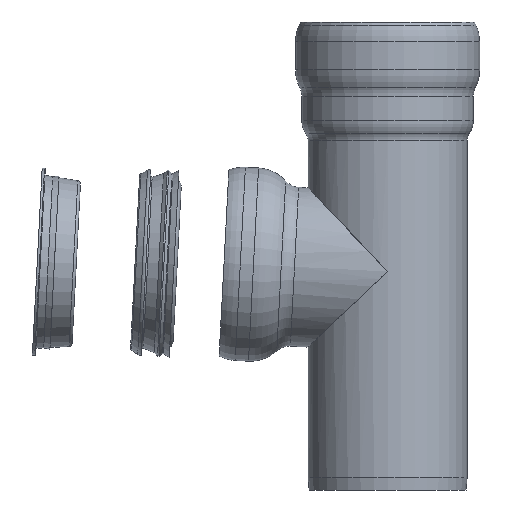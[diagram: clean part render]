
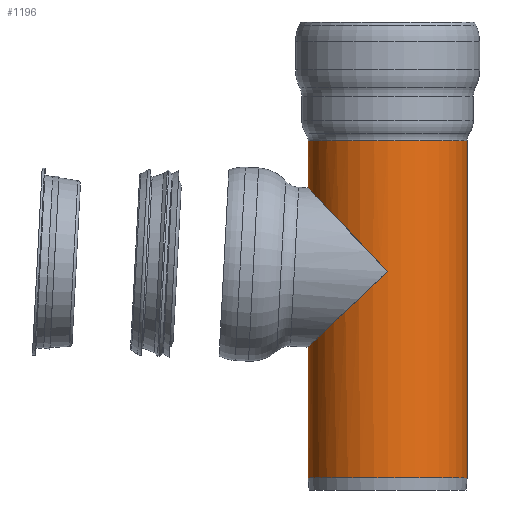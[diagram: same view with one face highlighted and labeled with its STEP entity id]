
A CAD part, front view. The second image highlights one B-rep face of the part: STEP entity #1196.
In plain terms, the highlighted cylindrical face has radius 510 mm (diameter 1020 mm), a full revolution.
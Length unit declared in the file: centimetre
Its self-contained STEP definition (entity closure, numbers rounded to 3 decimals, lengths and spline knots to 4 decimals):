
#37=CYLINDRICAL_SURFACE('',#1312,51.);
#95=CIRCLE('',#1310,51.);
#96=CIRCLE('',#1311,51.);
#97=CIRCLE('',#1313,51.);
#243=FACE_OUTER_BOUND('',#319,.T.);
#319=EDGE_LOOP('',(#864,#865,#866,#867,#868,#869,#870,#871,#872,#873,#874));
#396=LINE('',#2067,#438);
#397=LINE('',#2068,#439);
#438=VECTOR('',#1597,51.);
#439=VECTOR('',#1598,51.);
#473=ELLIPSE('',#1266,70.3085,51.);
#476=ELLIPSE('',#1269,70.3085,51.);
#477=ELLIPSE('',#1271,74.0897,51.);
#480=ELLIPSE('',#1274,74.0897,51.);
#487=VERTEX_POINT('',#1983);
#488=VERTEX_POINT('',#1984);
#492=VERTEX_POINT('',#1992);
#493=VERTEX_POINT('',#1996);
#513=VERTEX_POINT('',#2059);
#514=VERTEX_POINT('',#2061);
#515=VERTEX_POINT('',#2065);
#606=EDGE_CURVE('',#487,#488,#473,.T.);
#611=EDGE_CURVE('',#488,#492,#476,.T.);
#612=EDGE_CURVE('',#492,#493,#477,.T.);
#615=EDGE_CURVE('',#493,#487,#480,.T.);
#645=EDGE_CURVE('',#514,#513,#95,.T.);
#646=EDGE_CURVE('',#513,#514,#96,.T.);
#647=EDGE_CURVE('',#515,#515,#97,.T.);
#648=EDGE_CURVE('',#515,#488,#396,.T.);
#649=EDGE_CURVE('',#493,#514,#397,.T.);
#864=ORIENTED_EDGE('',*,*,#647,.F.);
#865=ORIENTED_EDGE('',*,*,#648,.T.);
#866=ORIENTED_EDGE('',*,*,#611,.T.);
#867=ORIENTED_EDGE('',*,*,#612,.T.);
#868=ORIENTED_EDGE('',*,*,#649,.T.);
#869=ORIENTED_EDGE('',*,*,#645,.T.);
#870=ORIENTED_EDGE('',*,*,#646,.T.);
#871=ORIENTED_EDGE('',*,*,#649,.F.);
#872=ORIENTED_EDGE('',*,*,#615,.T.);
#873=ORIENTED_EDGE('',*,*,#606,.T.);
#874=ORIENTED_EDGE('',*,*,#648,.F.);
#1196=ADVANCED_FACE('',(#243),#37,.T.);
#1266=AXIS2_PLACEMENT_3D('',#1985,#1494,#1495);
#1269=AXIS2_PLACEMENT_3D('',#1994,#1502,#1503);
#1271=AXIS2_PLACEMENT_3D('',#1997,#1506,#1507);
#1274=AXIS2_PLACEMENT_3D('',#2001,#1512,#1513);
#1310=AXIS2_PLACEMENT_3D('',#2062,#1589,#1590);
#1311=AXIS2_PLACEMENT_3D('',#2063,#1591,#1592);
#1312=AXIS2_PLACEMENT_3D('',#2064,#1593,#1594);
#1313=AXIS2_PLACEMENT_3D('',#2066,#1595,#1596);
#1494=DIRECTION('center_axis',(0.688,0.,
-0.725));
#1495=DIRECTION('ref_axis',(0.725,0.,0.688));
#1502=DIRECTION('center_axis',(0.688,0.,
-0.725));
#1503=DIRECTION('ref_axis',(0.725,0.,0.688));
#1506=DIRECTION('center_axis',(0.725,0.,
0.688));
#1507=DIRECTION('ref_axis',(0.688,0.,-0.725));
#1512=DIRECTION('center_axis',(0.725,0.,
0.688));
#1513=DIRECTION('ref_axis',(0.688,0.,-0.725));
#1589=DIRECTION('center_axis',(0.,0.,
-1.));
#1590=DIRECTION('ref_axis',(-1.,0.,0.));
#1591=DIRECTION('center_axis',(0.,0.,
-1.));
#1592=DIRECTION('ref_axis',(-1.,0.,0.));
#1593=DIRECTION('center_axis',(0.,0.,
-1.));
#1594=DIRECTION('ref_axis',(1.,0.,0.));
#1595=DIRECTION('center_axis',(0.,0.,
-1.));
#1596=DIRECTION('ref_axis',(-1.,0.,0.));
#1597=DIRECTION('',(0.,0.,1.));
#1598=DIRECTION('',(0.,0.,1.));
#1983=CARTESIAN_POINT('',(0.,-51.,140.));
#1984=CARTESIAN_POINT('',(-51.,0.,91.6028));
#1985=CARTESIAN_POINT('Origin',(0.,0.,140.));
#1992=CARTESIAN_POINT('',(0.,51.,140.));
#1994=CARTESIAN_POINT('Origin',(0.,0.,140.));
#1996=CARTESIAN_POINT('',(-51.,0.,193.7428));
#1997=CARTESIAN_POINT('Origin',(0.,0.,140.));
#2001=CARTESIAN_POINT('Origin',(0.,0.,140.));
#2059=CARTESIAN_POINT('',(0.,51.,223.966));
#2061=CARTESIAN_POINT('',(-51.,0.,223.966));
#2062=CARTESIAN_POINT('Origin',(0.,0.,223.966));
#2063=CARTESIAN_POINT('Origin',(0.,0.,223.966));
#2064=CARTESIAN_POINT('Origin',(0.,0.,115.9393));
#2065=CARTESIAN_POINT('',(-51.,0.,7.9127));
#2066=CARTESIAN_POINT('Origin',(0.,0.,7.9127));
#2067=CARTESIAN_POINT('',(-51.,0.,115.9393));
#2068=CARTESIAN_POINT('',(-51.,0.,115.9393));
